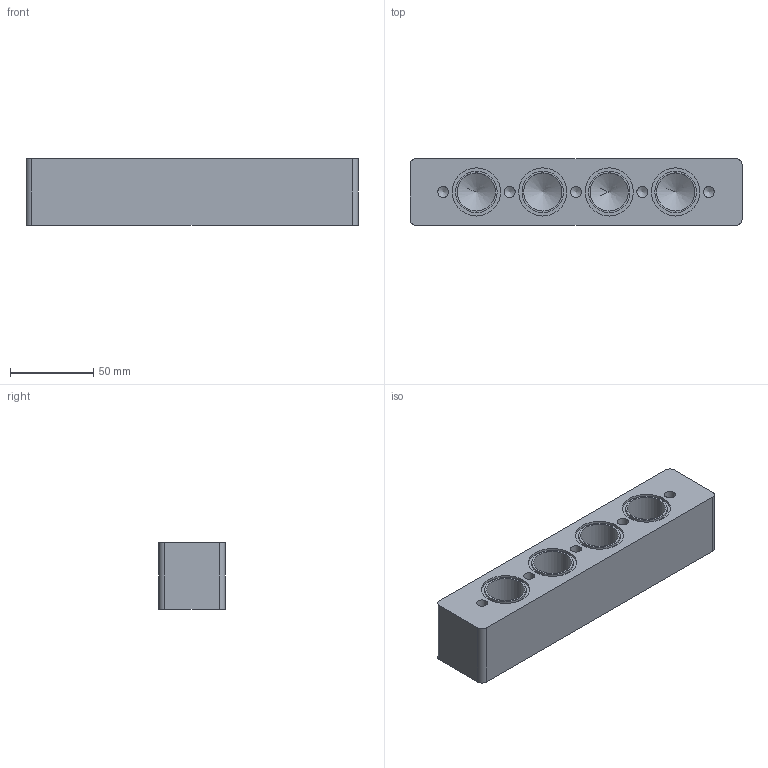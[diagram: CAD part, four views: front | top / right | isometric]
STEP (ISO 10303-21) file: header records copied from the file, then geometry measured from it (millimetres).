
FILE_DESCRIPTION((''),'2;1');
FILE_NAME('SD0205N.stp','2009-08-10T15:19:57',('teddy iii'),(''),'Autodesk Inventor 11','Autodesk Inventor 11','');
FILE_SCHEMA(('AUTOMOTIVE_DESIGN { 1 0 10303 214 1 1 1 1 }'));
Length unit declared in the file: millimetre
Products named in the file (1): SD0205N
Bounding box: 200 x 40 x 40 mm (x, y, z)
Volume: 271490.3 mm3; surface area: 46213.3 mm2
Topology: 1 solids, 1 shells, 44 faces, 102 edges, 68 vertices
Faces by surface type: bspline 18, plane 14, cylinder 12
Full cylindrical faces by diameter (mm): 25 x4, 29 x4
Entity records: 1233 total; most frequent: CARTESIAN_POINT 459, DIRECTION 154, ORIENTED_EDGE 116, EDGE_LOOP 78, AXIS2_PLACEMENT_3D 69, EDGE_CURVE 58, VERTEX_POINT 50, FACE_OUTER_BOUND 44
